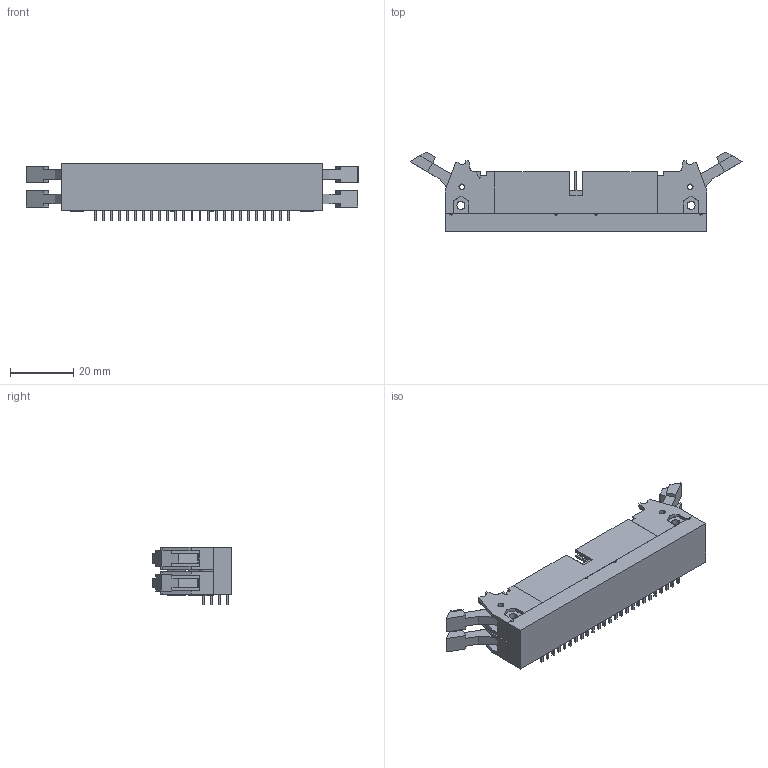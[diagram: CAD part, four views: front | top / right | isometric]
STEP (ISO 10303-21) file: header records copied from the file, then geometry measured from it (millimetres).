
FILE_DESCRIPTION(/* description */ (''),/* implementation_level */ '2;1');
FILE_NAME(/* name */ '3M_N3433-D302RB.stp',/* time_stamp */ '2015-12-09T17:11:50+01:00',/* author */ ('riccim'),/* organization */ (''),/* preprocessor_version */ 'ST-DEVELOPER v15.5',/* originating_system */ 'AutoCAD Mechanical',/* authorisation */ '');
FILE_SCHEMA (('AUTOMOTIVE_DESIGN { 1 0 10303 214 3 1 1 }'));
Length unit declared in the file: millimetre
Products named in the file (1): Product
Bounding box: 105.15 x 25.3 x 18.33 mm (x, y, z)
Volume: 15055.3 mm3; surface area: 16540.3 mm2
Topology: 215 solids, 215 shells, 1666 faces, 3691 edges, 2443 vertices
Faces by surface type: plane 1570, cylinder 96
Full cylindrical faces by diameter (mm): 1.575 x4, 1.905 x8, 2.54 x8
Entity records: 45116 total; most frequent: CARTESIAN_POINT 8123, ORIENTED_EDGE 7336, DIRECTION 7138, EDGE_CURVE 3660, LINE 3460, VECTOR 3460, VERTEX_POINT 2432, AXIS2_PLACEMENT_3D 1839
